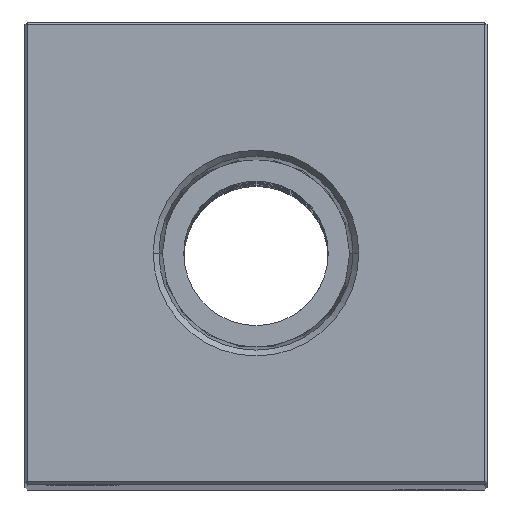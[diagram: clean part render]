
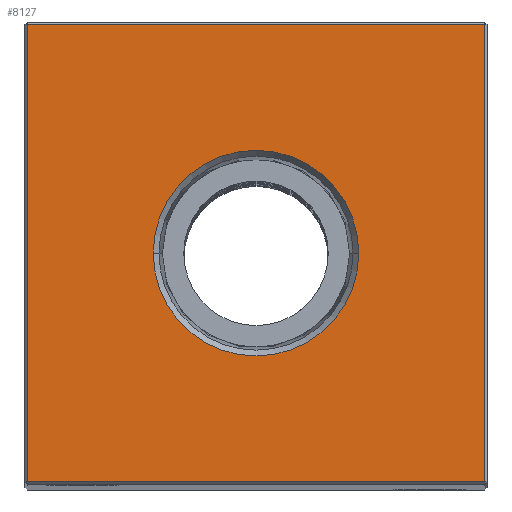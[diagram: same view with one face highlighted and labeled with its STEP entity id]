
A CAD part, top view. The second image highlights one B-rep face of the part: STEP entity #8127.
In plain terms, the highlighted planar face has unit normal (0, 0, 1).
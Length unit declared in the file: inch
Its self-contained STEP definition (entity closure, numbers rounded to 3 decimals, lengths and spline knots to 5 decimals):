
#783 = ORIENTED_EDGE ( 'NONE', *, *, #2304, .T. ) ;
#827 = CARTESIAN_POINT ( 'NONE',  ( -0.99, 0., 14.25 ) ) ;
#1574 = CARTESIAN_POINT ( 'NONE',  ( 0., 0.99, 14.25 ) ) ;
#1808 = DIRECTION ( 'NONE',  ( 1., 0., 0. ) ) ;
#2304 = EDGE_CURVE ( 'NONE', #9894, #3723, #23621, .T. ) ;
#2385 = PLANE ( 'NONE',  #8144 ) ;
#2490 = CARTESIAN_POINT ( 'NONE',  ( 0.99, 0.99, 14.25 ) ) ;
#3212 = AXIS2_PLACEMENT_3D ( 'NONE', #14228, #12172, #1808 ) ;
#3723 = VERTEX_POINT ( 'NONE', #23690 ) ;
#4232 = ORIENTED_EDGE ( 'NONE', *, *, #20525, .T. ) ;
#4475 = CARTESIAN_POINT ( 'NONE',  ( 0.44487, 0., 14.25 ) ) ;
#4492 = ORIENTED_EDGE ( 'NONE', *, *, #21519, .F. ) ;
#4546 = EDGE_CURVE ( 'NONE', #7374, #11567, #7470, .T. ) ;
#4774 = LINE ( 'NONE', #21292, #5430 ) ;
#5258 = VECTOR ( 'NONE', #19536, 39.37008 ) ;
#5430 = VECTOR ( 'NONE', #21550, 39.37008 ) ;
#6691 = ORIENTED_EDGE ( 'NONE', *, *, #4546, .T. ) ;
#7374 = VERTEX_POINT ( 'NONE', #21068 ) ;
#7470 = LINE ( 'NONE', #11042, #23956 ) ;
#7952 = CARTESIAN_POINT ( 'NONE',  ( 0., 0., 14.25 ) ) ;
#8127 = ADVANCED_FACE ( 'NONE', ( #8228, #21073 ), #2385, .F. ) ;
#8144 = AXIS2_PLACEMENT_3D ( 'NONE', #7952, #16569, #16298 ) ;
#8228 = FACE_OUTER_BOUND ( 'NONE', #9429, .T. ) ;
#8877 = AXIS2_PLACEMENT_3D ( 'NONE', #25139, #14783, #23100 ) ;
#9146 = VERTEX_POINT ( 'NONE', #4475 ) ;
#9304 = CARTESIAN_POINT ( 'NONE',  ( -0.44487, 0., 14.25 ) ) ;
#9429 = EDGE_LOOP ( 'NONE', ( #783, #4232, #6691, #14588 ) ) ;
#9894 = VERTEX_POINT ( 'NONE', #23195 ) ;
#11042 = CARTESIAN_POINT ( 'NONE',  ( 0.99, 0., 14.25 ) ) ;
#11567 = VERTEX_POINT ( 'NONE', #2490 ) ;
#11797 = LINE ( 'NONE', #1574, #22396 ) ;
#12172 = DIRECTION ( 'NONE',  ( 0., 0., 1. ) ) ;
#13576 = EDGE_CURVE ( 'NONE', #11567, #9894, #11797, .T. ) ;
#13842 = VERTEX_POINT ( 'NONE', #9304 ) ;
#14017 = EDGE_CURVE ( 'NONE', #13842, #9146, #22822, .T. ) ;
#14228 = CARTESIAN_POINT ( 'NONE',  ( 0., 0., 14.25 ) ) ;
#14588 = ORIENTED_EDGE ( 'NONE', *, *, #13576, .T. ) ;
#14783 = DIRECTION ( 'NONE',  ( 0., 0., 1. ) ) ;
#16298 = DIRECTION ( 'NONE',  ( -1., 0., 0. ) ) ;
#16569 = DIRECTION ( 'NONE',  ( 0., 0., -1. ) ) ;
#16702 = EDGE_LOOP ( 'NONE', ( #4492, #24340 ) ) ;
#19536 = DIRECTION ( 'NONE',  ( 0., -1., 0. ) ) ;
#20525 = EDGE_CURVE ( 'NONE', #3723, #7374, #4774, .T. ) ;
#21068 = CARTESIAN_POINT ( 'NONE',  ( 0.99, -0.99, 14.25 ) ) ;
#21073 = FACE_BOUND ( 'NONE', #16702, .T. ) ;
#21292 = CARTESIAN_POINT ( 'NONE',  ( 0., -0.99, 14.25 ) ) ;
#21519 = EDGE_CURVE ( 'NONE', #9146, #13842, #21972, .T. ) ;
#21550 = DIRECTION ( 'NONE',  ( 1., 0., 0. ) ) ;
#21972 = CIRCLE ( 'NONE', #8877, 0.44487 ) ;
#22396 = VECTOR ( 'NONE', #23944, 39.37008 ) ;
#22822 = CIRCLE ( 'NONE', #3212, 0.44487 ) ;
#23100 = DIRECTION ( 'NONE',  ( 1., 0., 0. ) ) ;
#23195 = CARTESIAN_POINT ( 'NONE',  ( -0.99, 0.99, 14.25 ) ) ;
#23593 = DIRECTION ( 'NONE',  ( 0., 1., 0. ) ) ;
#23621 = LINE ( 'NONE', #827, #5258 ) ;
#23690 = CARTESIAN_POINT ( 'NONE',  ( -0.99, -0.99, 14.25 ) ) ;
#23944 = DIRECTION ( 'NONE',  ( -1., 0., 0. ) ) ;
#23956 = VECTOR ( 'NONE', #23593, 39.37008 ) ;
#24340 = ORIENTED_EDGE ( 'NONE', *, *, #14017, .F. ) ;
#25139 = CARTESIAN_POINT ( 'NONE',  ( 0., 0., 14.25 ) ) ;
